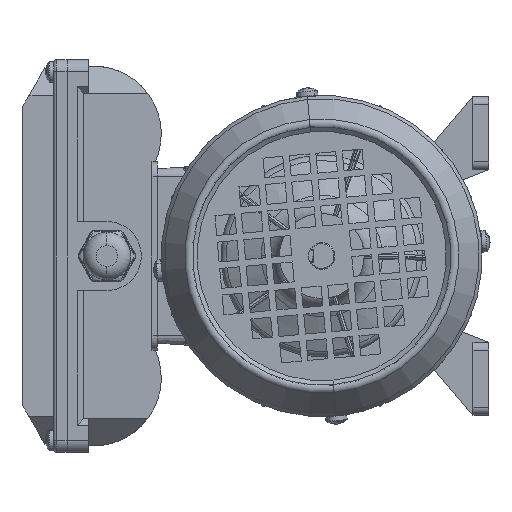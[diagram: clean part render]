
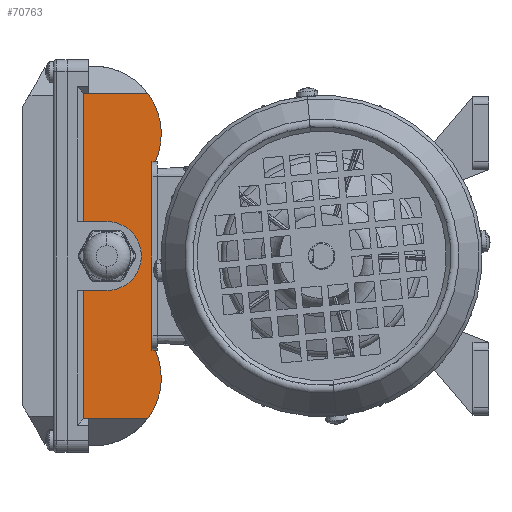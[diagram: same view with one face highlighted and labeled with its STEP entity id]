
A CAD part, left-side view. The second image highlights one B-rep face of the part: STEP entity #70763.
In plain terms, the highlighted face is planar.
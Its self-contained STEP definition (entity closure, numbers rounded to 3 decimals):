
#25816 = CARTESIAN_POINT ( 'NONE',  ( 74.475, 12.818, 2.5 ) ) ;
#25819 = CARTESIAN_POINT ( 'NONE',  ( 26.147, 12.818, 2.5 ) ) ;
#25821 = DIRECTION ( 'NONE',  ( 1., 0., 0. ) ) ;
#25823 = VECTOR ( 'NONE', #25821, 1000. ) ;
#25824 = CARTESIAN_POINT ( 'NONE',  ( -60.853, 12.818, 2.5 ) ) ;
#25826 = LINE ( 'NONE', #25824, #25823 ) ;
#26066 = CARTESIAN_POINT ( 'NONE',  ( -48.182, 12.818, 2.5 ) ) ;
#26068 = DIRECTION ( 'NONE',  ( 1., 0., 0. ) ) ;
#26070 = VECTOR ( 'NONE', #26068, 1000. ) ;
#26071 = CARTESIAN_POINT ( 'NONE',  ( -60.853, 12.818, 2.5 ) ) ;
#26072 = LINE ( 'NONE', #26071, #26070 ) ;
#26077 = CARTESIAN_POINT ( 'NONE',  ( 0.147, 12.818, 2.5 ) ) ;
#27190 = CARTESIAN_POINT ( 'NONE',  ( 74.475, -11.501, 2.5 ) ) ;
#27191 = CARTESIAN_POINT ( 'NONE',  ( 48.647, -14.36, 2.5 ) ) ;
#27193 = DIRECTION ( 'NONE',  ( 1., 0., 0. ) ) ;
#27194 = DIRECTION ( 'NONE',  ( 0., 0., 1. ) ) ;
#27196 = CARTESIAN_POINT ( 'NONE',  ( 59.147, 8.878, 2.5 ) ) ;
#27198 = AXIS2_PLACEMENT_3D ( 'NONE', #27196, #27194, #27193 ) ;
#27199 = CIRCLE ( 'NONE', #27198, 25.5 ) ;
#27293 = CARTESIAN_POINT ( 'NONE',  ( -22.353, -14.36, 2.5 ) ) ;
#27295 = DIRECTION ( 'NONE',  ( 1., 0., 0. ) ) ;
#27297 = DIRECTION ( 'NONE',  ( 0., 0., 1. ) ) ;
#27299 = AXIS2_PLACEMENT_3D ( 'NONE', #27326, #27297, #27295 ) ;
#27301 = CIRCLE ( 'NONE', #27299, 25.5 ) ;
#27326 = CARTESIAN_POINT ( 'NONE',  ( -32.853, 8.878, 2.5 ) ) ;
#27328 = CARTESIAN_POINT ( 'NONE',  ( -48.182, -11.501, 2.5 ) ) ;
#28400 = CARTESIAN_POINT ( 'NONE',  ( -22.353, -13.122, 2.5 ) ) ;
#28403 = DIRECTION ( 'NONE',  ( 0., 1., 0. ) ) ;
#28405 = VECTOR ( 'NONE', #28403, 1000. ) ;
#28406 = CARTESIAN_POINT ( 'NONE',  ( -22.353, -13.122, 2.5 ) ) ;
#28407 = LINE ( 'NONE', #28406, #28405 ) ;
#28692 = CARTESIAN_POINT ( 'NONE',  ( 48.647, -13.122, 2.5 ) ) ;
#28694 = DIRECTION ( 'NONE',  ( 0., 1., 0. ) ) ;
#28696 = VECTOR ( 'NONE', #28694, 1000. ) ;
#28700 = CARTESIAN_POINT ( 'NONE',  ( 48.647, -13.122, 2.5 ) ) ;
#28701 = LINE ( 'NONE', #28700, #28696 ) ;
#28710 = LINE ( 'NONE', #28825, #28824 ) ;
#28823 = DIRECTION ( 'NONE',  ( -1., 0., 0. ) ) ;
#28824 = VECTOR ( 'NONE', #28823, 1000. ) ;
#28825 = CARTESIAN_POINT ( 'NONE',  ( 13.147, -13.122, 2.5 ) ) ;
#29611 = DIRECTION ( 'NONE',  ( 1., 0., 0. ) ) ;
#29613 = DIRECTION ( 'NONE',  ( 0., 0., 1. ) ) ;
#29615 = AXIS2_PLACEMENT_3D ( 'NONE', #29622, #29613, #29611 ) ;
#29622 = CARTESIAN_POINT ( 'NONE',  ( -60.853, 12.818, 2.5 ) ) ;
#29623 = PLANE ( 'NONE',  #29615 ) ;
#29624 = FACE_OUTER_BOUND ( 'NONE', #70765, .T. ) ;
#29625 = DIRECTION ( 'NONE',  ( 0., -1., 0. ) ) ;
#29626 = VECTOR ( 'NONE', #29625, 1000. ) ;
#29627 = CARTESIAN_POINT ( 'NONE',  ( -48.182, 16.878, 2.5 ) ) ;
#29628 = LINE ( 'NONE', #29627, #29626 ) ;
#29650 = CARTESIAN_POINT ( 'NONE',  ( 74.475, 10.878, 2.5 ) ) ;
#29708 = DIRECTION ( 'NONE',  ( 0., -1., 0. ) ) ;
#29710 = VECTOR ( 'NONE', #29708, 1000. ) ;
#29712 = CARTESIAN_POINT ( 'NONE',  ( -48.182, 16.878, 2.5 ) ) ;
#29720 = LINE ( 'NONE', #29712, #29710 ) ;
#29752 = DIRECTION ( 'NONE',  ( 0., 1., 0. ) ) ;
#29753 = VECTOR ( 'NONE', #29752, 1000. ) ;
#29755 = CARTESIAN_POINT ( 'NONE',  ( 74.475, 16.878, 2.5 ) ) ;
#29757 = LINE ( 'NONE', #29755, #29753 ) ;
#29793 = DIRECTION ( 'NONE',  ( 0., 1., 0. ) ) ;
#29794 = VECTOR ( 'NONE', #29793, 1000. ) ;
#29795 = CARTESIAN_POINT ( 'NONE',  ( 74.475, 10.878, 2.5 ) ) ;
#29796 = LINE ( 'NONE', #29795, #29794 ) ;
#29797 = DIRECTION ( 'NONE',  ( 0., 1., 0. ) ) ;
#29798 = VECTOR ( 'NONE', #29797, 1000. ) ;
#29799 = CARTESIAN_POINT ( 'NONE',  ( 26.147, 12.818, 2.5 ) ) ;
#29801 = LINE ( 'NONE', #29799, #29798 ) ;
#29804 = CARTESIAN_POINT ( 'NONE',  ( 0.147, 3.878, 2.5 ) ) ;
#29805 = CARTESIAN_POINT ( 'NONE',  ( 26.147, 3.878, 2.5 ) ) ;
#29806 = DIRECTION ( 'NONE',  ( 1., 0., 0. ) ) ;
#29808 = DIRECTION ( 'NONE',  ( 0., 0., -1. ) ) ;
#29810 = AXIS2_PLACEMENT_3D ( 'NONE', #29823, #29808, #29806 ) ;
#29812 = CIRCLE ( 'NONE', #29810, 13. ) ;
#29823 = CARTESIAN_POINT ( 'NONE',  ( 13.147, 3.878, 2.5 ) ) ;
#29831 = DIRECTION ( 'NONE',  ( 0., 1., 0. ) ) ;
#29833 = VECTOR ( 'NONE', #29831, 1000. ) ;
#29835 = CARTESIAN_POINT ( 'NONE',  ( 0.147, 16.878, 2.5 ) ) ;
#29836 = LINE ( 'NONE', #29835, #29833 ) ;
#29891 = CARTESIAN_POINT ( 'NONE',  ( -48.182, 10.878, 2.5 ) ) ;
#68857 = EDGE_CURVE ( 'NONE', #68859, #68861, #25826, .T. ) ;
#68859 = VERTEX_POINT ( 'NONE', #25819 ) ;
#68861 = VERTEX_POINT ( 'NONE', #25816 ) ;
#68982 = VERTEX_POINT ( 'NONE', #26077 ) ;
#68986 = EDGE_CURVE ( 'NONE', #68988, #68982, #26072, .T. ) ;
#68988 = VERTEX_POINT ( 'NONE', #26066 ) ;
#69469 = EDGE_CURVE ( 'NONE', #69472, #69474, #27199, .T. ) ;
#69472 = VERTEX_POINT ( 'NONE', #27191 ) ;
#69474 = VERTEX_POINT ( 'NONE', #27190 ) ;
#69496 = VERTEX_POINT ( 'NONE', #27328 ) ;
#69500 = EDGE_CURVE ( 'NONE', #69496, #69503, #27301, .T. ) ;
#69503 = VERTEX_POINT ( 'NONE', #27293 ) ;
#70044 = EDGE_CURVE ( 'NONE', #69503, #70046, #28407, .T. ) ;
#70046 = VERTEX_POINT ( 'NONE', #28400 ) ;
#70160 = EDGE_CURVE ( 'NONE', #69472, #70162, #28701, .T. ) ;
#70162 = VERTEX_POINT ( 'NONE', #28692 ) ;
#70230 = EDGE_CURVE ( 'NONE', #70162, #70046, #28710, .T. ) ;
#70755 = EDGE_CURVE ( 'NONE', #70902, #69496, #29628, .T. ) ;
#70763 = ADVANCED_FACE ( 'NONE', ( #29624 ), #29623, .F. ) ;
#70765 = EDGE_LOOP ( 'NONE', ( #70766, #70881, #70885, #70887, #70889, #70890, #70891, #70893, #70854, #70856, #70857, #70858, #70861, #70864 ) ) ;
#70766 = ORIENTED_EDGE ( 'NONE', *, *, #70875, .F. ) ;
#70815 = VERTEX_POINT ( 'NONE', #29650 ) ;
#70827 = EDGE_CURVE ( 'NONE', #69474, #70815, #29757, .T. ) ;
#70854 = ORIENTED_EDGE ( 'NONE', *, *, #70044, .F. ) ;
#70856 = ORIENTED_EDGE ( 'NONE', *, *, #69500, .F. ) ;
#70857 = ORIENTED_EDGE ( 'NONE', *, *, #70755, .F. ) ;
#70858 = ORIENTED_EDGE ( 'NONE', *, *, #70859, .F. ) ;
#70859 = EDGE_CURVE ( 'NONE', #68988, #70902, #29720, .T. ) ;
#70861 = ORIENTED_EDGE ( 'NONE', *, *, #68986, .T. ) ;
#70864 = ORIENTED_EDGE ( 'NONE', *, *, #70866, .F. ) ;
#70866 = EDGE_CURVE ( 'NONE', #70879, #68982, #29836, .T. ) ;
#70875 = EDGE_CURVE ( 'NONE', #70877, #70879, #29812, .T. ) ;
#70877 = VERTEX_POINT ( 'NONE', #29805 ) ;
#70879 = VERTEX_POINT ( 'NONE', #29804 ) ;
#70881 = ORIENTED_EDGE ( 'NONE', *, *, #70883, .T. ) ;
#70883 = EDGE_CURVE ( 'NONE', #70877, #68859, #29801, .T. ) ;
#70885 = ORIENTED_EDGE ( 'NONE', *, *, #68857, .T. ) ;
#70887 = ORIENTED_EDGE ( 'NONE', *, *, #70888, .F. ) ;
#70888 = EDGE_CURVE ( 'NONE', #70815, #68861, #29796, .T. ) ;
#70889 = ORIENTED_EDGE ( 'NONE', *, *, #70827, .F. ) ;
#70890 = ORIENTED_EDGE ( 'NONE', *, *, #69469, .F. ) ;
#70891 = ORIENTED_EDGE ( 'NONE', *, *, #70160, .T. ) ;
#70893 = ORIENTED_EDGE ( 'NONE', *, *, #70230, .T. ) ;
#70902 = VERTEX_POINT ( 'NONE', #29891 ) ;
